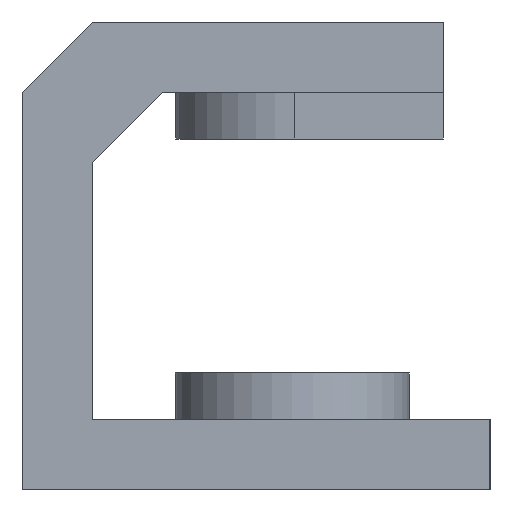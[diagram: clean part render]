
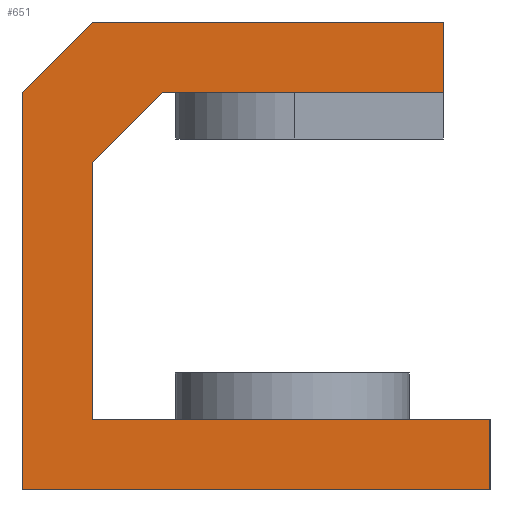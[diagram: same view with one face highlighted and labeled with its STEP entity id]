
A CAD part, left-side view. The second image highlights one B-rep face of the part: STEP entity #651.
In plain terms, the highlighted planar face has unit normal (-1, 0, 0).
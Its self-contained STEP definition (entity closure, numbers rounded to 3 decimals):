
#71=FACE_OUTER_BOUND('',#102,.T.);
#102=EDGE_LOOP('',(#488,#489,#490,#491,#492,#493,#494,#495,#496,#497));
#139=LINE('',#933,#211);
#150=LINE('',#955,#222);
#160=LINE('',#977,#232);
#164=LINE('',#985,#236);
#171=LINE('',#1000,#243);
#172=LINE('',#1002,#244);
#176=LINE('',#1010,#248);
#177=LINE('',#1012,#249);
#178=LINE('',#1014,#250);
#179=LINE('',#1015,#251);
#211=VECTOR('',#750,10.);
#222=VECTOR('',#765,10.);
#232=VECTOR('',#779,10.);
#236=VECTOR('',#787,10.);
#243=VECTOR('',#798,10.);
#244=VECTOR('',#801,10.);
#248=VECTOR('',#807,10.);
#249=VECTOR('',#808,10.);
#250=VECTOR('',#809,10.);
#251=VECTOR('',#810,10.);
#283=VERTEX_POINT('',#930);
#284=VERTEX_POINT('',#932);
#293=VERTEX_POINT('',#954);
#302=VERTEX_POINT('',#974);
#303=VERTEX_POINT('',#976);
#305=VERTEX_POINT('',#984);
#311=VERTEX_POINT('',#998);
#314=VERTEX_POINT('',#1009);
#315=VERTEX_POINT('',#1011);
#316=VERTEX_POINT('',#1013);
#346=EDGE_CURVE('',#283,#284,#139,.T.);
#357=EDGE_CURVE('',#293,#284,#150,.T.);
#368=EDGE_CURVE('',#302,#303,#160,.T.);
#372=EDGE_CURVE('',#305,#303,#164,.T.);
#380=EDGE_CURVE('',#311,#302,#171,.T.);
#381=EDGE_CURVE('',#311,#293,#172,.T.);
#385=EDGE_CURVE('',#314,#283,#176,.T.);
#386=EDGE_CURVE('',#315,#314,#177,.T.);
#387=EDGE_CURVE('',#316,#315,#178,.T.);
#388=EDGE_CURVE('',#305,#316,#179,.T.);
#488=ORIENTED_EDGE('',*,*,#346,.F.);
#489=ORIENTED_EDGE('',*,*,#385,.F.);
#490=ORIENTED_EDGE('',*,*,#386,.F.);
#491=ORIENTED_EDGE('',*,*,#387,.F.);
#492=ORIENTED_EDGE('',*,*,#388,.F.);
#493=ORIENTED_EDGE('',*,*,#372,.T.);
#494=ORIENTED_EDGE('',*,*,#368,.F.);
#495=ORIENTED_EDGE('',*,*,#380,.F.);
#496=ORIENTED_EDGE('',*,*,#381,.T.);
#497=ORIENTED_EDGE('',*,*,#357,.T.);
#628=PLANE('',#699);
#651=ADVANCED_FACE('',(#71),#628,.F.);
#699=AXIS2_PLACEMENT_3D('',#1008,#805,#806);
#750=DIRECTION('',(0.,-0.707,0.707));
#765=DIRECTION('',(0.,1.,0.));
#779=DIRECTION('',(0.,0.707,-0.707));
#787=DIRECTION('',(0.,0.,1.));
#798=DIRECTION('',(0.,1.,0.));
#801=DIRECTION('',(0.,0.,1.));
#805=DIRECTION('center_axis',(1.,0.,0.));
#806=DIRECTION('ref_axis',(0.,0.,-1.));
#807=DIRECTION('',(0.,0.,1.));
#808=DIRECTION('',(0.,1.,0.));
#809=DIRECTION('',(0.,0.,-1.));
#810=DIRECTION('',(0.,-1.,0.));
#930=CARTESIAN_POINT('',(-13.589,25.4,-14.923));
#932=CARTESIAN_POINT('',(-13.589,21.59,-11.113));
#933=CARTESIAN_POINT('',(-13.589,22.223,-11.746));
#954=CARTESIAN_POINT('',(-13.589,2.54,-11.113));
#955=CARTESIAN_POINT('',(-13.589,9.749,-11.113));
#974=CARTESIAN_POINT('',(-13.589,17.78,-14.923));
#976=CARTESIAN_POINT('',(-13.589,21.59,-18.733));
#977=CARTESIAN_POINT('',(-13.589,18.413,-15.556));
#984=CARTESIAN_POINT('',(-13.589,21.59,-32.703));
#985=CARTESIAN_POINT('',(-13.589,21.59,-16.348));
#998=CARTESIAN_POINT('',(-13.589,2.54,-14.923));
#1000=CARTESIAN_POINT('',(-13.589,18.098,-14.923));
#1002=CARTESIAN_POINT('',(-13.589,2.54,-14.443));
#1008=CARTESIAN_POINT('Origin',(-13.589,12.7,-18.726));
#1009=CARTESIAN_POINT('',(-13.589,25.4,-36.513));
#1010=CARTESIAN_POINT('',(-13.589,25.4,-10.16));
#1011=CARTESIAN_POINT('',(-13.589,0.,-36.513));
#1012=CARTESIAN_POINT('',(-13.589,6.35,-36.513));
#1013=CARTESIAN_POINT('',(-13.589,0.,-32.703));
#1014=CARTESIAN_POINT('',(-13.589,0.,-25.714));
#1015=CARTESIAN_POINT('',(-13.589,12.7,-32.703));
